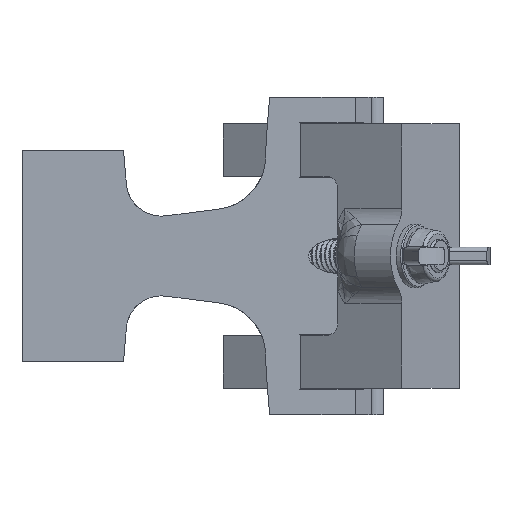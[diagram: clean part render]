
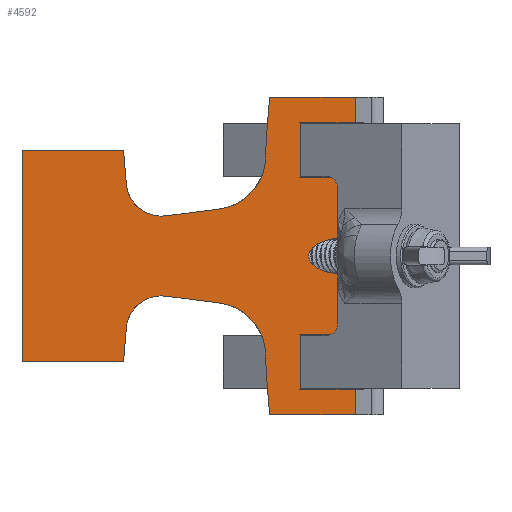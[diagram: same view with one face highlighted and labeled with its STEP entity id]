
A CAD part, front view. The second image highlights one B-rep face of the part: STEP entity #4592.
In plain terms, the highlighted planar face has unit normal (0, -1, 0).
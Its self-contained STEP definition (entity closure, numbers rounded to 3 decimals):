
#479=ELLIPSE('',#4917,7.973,4.225);
#480=ELLIPSE('',#4919,7.973,4.225);
#526=CIRCLE('',#4944,150.);
#527=CIRCLE('',#4946,12.5);
#528=CIRCLE('',#4948,8.333);
#529=CIRCLE('',#4949,150.);
#530=CIRCLE('',#4950,150.);
#531=CIRCLE('',#4951,8.333);
#532=CIRCLE('',#4952,12.5);
#533=CIRCLE('',#4953,150.);
#679=FACE_OUTER_BOUND('',#946,.T.);
#946=EDGE_LOOP('',(#3196,#3197,#3198,#3199,#3200,#3201,#3202,#3203,#3204,
#3205,#3206,#3207,#3208,#3209,#3210,#3211,#3212,#3213,#3214,#3215,#3216,
#3217,#3218,#3219,#3220,#3221,#3222,#3223,#3224,#3225,#3226));
#1224=LINE('',#6566,#1548);
#1228=LINE('',#6574,#1552);
#1232=LINE('',#6582,#1556);
#1236=LINE('',#6589,#1560);
#1242=LINE('',#6623,#1566);
#1246=LINE('',#6631,#1570);
#1248=LINE('',#6635,#1572);
#1253=LINE('',#6643,#1577);
#1254=LINE('',#6649,#1578);
#1260=LINE('',#6682,#1584);
#1263=LINE('',#6688,#1587);
#1269=LINE('',#6703,#1593);
#1270=LINE('',#6705,#1594);
#1271=LINE('',#6711,#1595);
#1272=LINE('',#6713,#1596);
#1273=LINE('',#6715,#1597);
#1274=LINE('',#6717,#1598);
#1275=LINE('',#6719,#1599);
#1276=LINE('',#6725,#1600);
#1277=LINE('',#6731,#1601);
#1278=LINE('',#6732,#1602);
#1548=VECTOR('',#5394,10.);
#1552=VECTOR('',#5398,10.);
#1556=VECTOR('',#5402,10.);
#1560=VECTOR('',#5406,10.);
#1566=VECTOR('',#5424,10.);
#1570=VECTOR('',#5430,10.);
#1572=VECTOR('',#5434,10.);
#1577=VECTOR('',#5441,10.);
#1578=VECTOR('',#5448,10.);
#1584=VECTOR('',#5472,10.);
#1587=VECTOR('',#5477,10.);
#1593=VECTOR('',#5493,10.);
#1594=VECTOR('',#5494,10.);
#1595=VECTOR('',#5499,10.);
#1596=VECTOR('',#5500,10.);
#1597=VECTOR('',#5501,10.);
#1598=VECTOR('',#5502,10.);
#1599=VECTOR('',#5503,10.);
#1600=VECTOR('',#5508,10.);
#1601=VECTOR('',#5513,10.);
#1602=VECTOR('',#5514,10.);
#1872=VERTEX_POINT('',#6557);
#1873=VERTEX_POINT('',#6558);
#1874=VERTEX_POINT('',#6560);
#1875=VERTEX_POINT('',#6565);
#1878=VERTEX_POINT('',#6571);
#1879=VERTEX_POINT('',#6573);
#1882=VERTEX_POINT('',#6579);
#1883=VERTEX_POINT('',#6581);
#1886=VERTEX_POINT('',#6587);
#1896=VERTEX_POINT('',#6621);
#1899=VERTEX_POINT('',#6630);
#1900=VERTEX_POINT('',#6634);
#1904=VERTEX_POINT('',#6648);
#1915=VERTEX_POINT('',#6685);
#1916=VERTEX_POINT('',#6687);
#1919=VERTEX_POINT('',#6695);
#1920=VERTEX_POINT('',#6699);
#1921=VERTEX_POINT('',#6704);
#1922=VERTEX_POINT('',#6706);
#1923=VERTEX_POINT('',#6708);
#1924=VERTEX_POINT('',#6710);
#1925=VERTEX_POINT('',#6712);
#1926=VERTEX_POINT('',#6714);
#1927=VERTEX_POINT('',#6716);
#1928=VERTEX_POINT('',#6718);
#1929=VERTEX_POINT('',#6720);
#1930=VERTEX_POINT('',#6722);
#1931=VERTEX_POINT('',#6724);
#1932=VERTEX_POINT('',#6726);
#1933=VERTEX_POINT('',#6728);
#1934=VERTEX_POINT('',#6730);
#2346=EDGE_CURVE('',#1872,#1873,#479,.T.);
#2348=EDGE_CURVE('',#1873,#1874,#480,.T.);
#2350=EDGE_CURVE('',#1875,#1872,#1224,.T.);
#2354=EDGE_CURVE('',#1879,#1878,#1228,.T.);
#2358=EDGE_CURVE('',#1883,#1882,#1232,.T.);
#2362=EDGE_CURVE('',#1874,#1886,#1236,.T.);
#2374=EDGE_CURVE('',#1886,#1896,#1242,.T.);
#2378=EDGE_CURVE('',#1899,#1883,#1246,.F.);
#2380=EDGE_CURVE('',#1900,#1875,#1248,.T.);
#2385=EDGE_CURVE('',#1896,#1899,#1253,.T.);
#2388=EDGE_CURVE('',#1904,#1900,#1254,.T.);
#2402=EDGE_CURVE('',#1878,#1904,#1260,.F.);
#2405=EDGE_CURVE('',#1915,#1916,#1263,.T.);
#2410=EDGE_CURVE('',#1919,#1915,#526,.T.);
#2412=EDGE_CURVE('',#1920,#1919,#527,.T.);
#2413=EDGE_CURVE('',#1882,#1916,#1269,.T.);
#2414=EDGE_CURVE('',#1920,#1921,#1270,.T.);
#2415=EDGE_CURVE('',#1922,#1921,#528,.T.);
#2416=EDGE_CURVE('',#1923,#1922,#529,.T.);
#2417=EDGE_CURVE('',#1924,#1923,#1271,.T.);
#2418=EDGE_CURVE('',#1925,#1924,#1272,.T.);
#2419=EDGE_CURVE('',#1925,#1926,#1273,.T.);
#2420=EDGE_CURVE('',#1927,#1926,#1274,.T.);
#2421=EDGE_CURVE('',#1928,#1927,#1275,.T.);
#2422=EDGE_CURVE('',#1929,#1928,#530,.T.);
#2423=EDGE_CURVE('',#1930,#1929,#531,.T.);
#2424=EDGE_CURVE('',#1931,#1930,#1276,.T.);
#2425=EDGE_CURVE('',#1931,#1932,#532,.F.);
#2426=EDGE_CURVE('',#1933,#1932,#533,.T.);
#2427=EDGE_CURVE('',#1934,#1933,#1277,.T.);
#2428=EDGE_CURVE('',#1934,#1879,#1278,.T.);
#3196=ORIENTED_EDGE('',*,*,#2346,.T.);
#3197=ORIENTED_EDGE('',*,*,#2348,.T.);
#3198=ORIENTED_EDGE('',*,*,#2362,.T.);
#3199=ORIENTED_EDGE('',*,*,#2374,.T.);
#3200=ORIENTED_EDGE('',*,*,#2385,.T.);
#3201=ORIENTED_EDGE('',*,*,#2378,.T.);
#3202=ORIENTED_EDGE('',*,*,#2358,.T.);
#3203=ORIENTED_EDGE('',*,*,#2413,.T.);
#3204=ORIENTED_EDGE('',*,*,#2405,.F.);
#3205=ORIENTED_EDGE('',*,*,#2410,.F.);
#3206=ORIENTED_EDGE('',*,*,#2412,.F.);
#3207=ORIENTED_EDGE('',*,*,#2414,.T.);
#3208=ORIENTED_EDGE('',*,*,#2415,.F.);
#3209=ORIENTED_EDGE('',*,*,#2416,.F.);
#3210=ORIENTED_EDGE('',*,*,#2417,.F.);
#3211=ORIENTED_EDGE('',*,*,#2418,.F.);
#3212=ORIENTED_EDGE('',*,*,#2419,.T.);
#3213=ORIENTED_EDGE('',*,*,#2420,.F.);
#3214=ORIENTED_EDGE('',*,*,#2421,.F.);
#3215=ORIENTED_EDGE('',*,*,#2422,.F.);
#3216=ORIENTED_EDGE('',*,*,#2423,.F.);
#3217=ORIENTED_EDGE('',*,*,#2424,.F.);
#3218=ORIENTED_EDGE('',*,*,#2425,.T.);
#3219=ORIENTED_EDGE('',*,*,#2426,.F.);
#3220=ORIENTED_EDGE('',*,*,#2427,.F.);
#3221=ORIENTED_EDGE('',*,*,#2428,.T.);
#3222=ORIENTED_EDGE('',*,*,#2354,.T.);
#3223=ORIENTED_EDGE('',*,*,#2402,.T.);
#3224=ORIENTED_EDGE('',*,*,#2388,.T.);
#3225=ORIENTED_EDGE('',*,*,#2380,.T.);
#3226=ORIENTED_EDGE('',*,*,#2350,.T.);
#4511=PLANE('',#4947);
#4592=ADVANCED_FACE('',(#679),#4511,.T.);
#4917=AXIS2_PLACEMENT_3D('',#6559,#5385,#5386);
#4919=AXIS2_PLACEMENT_3D('',#6562,#5389,#5390);
#4944=AXIS2_PLACEMENT_3D('',#6697,#5484,#5485);
#4946=AXIS2_PLACEMENT_3D('',#6701,#5489,#5490);
#4947=AXIS2_PLACEMENT_3D('',#6702,#5491,#5492);
#4948=AXIS2_PLACEMENT_3D('',#6707,#5495,#5496);
#4949=AXIS2_PLACEMENT_3D('',#6709,#5497,#5498);
#4950=AXIS2_PLACEMENT_3D('',#6721,#5504,#5505);
#4951=AXIS2_PLACEMENT_3D('',#6723,#5506,#5507);
#4952=AXIS2_PLACEMENT_3D('',#6727,#5509,#5510);
#4953=AXIS2_PLACEMENT_3D('',#6729,#5511,#5512);
#5385=DIRECTION('center_axis',(0.,1.,0.));
#5386=DIRECTION('ref_axis',(-1.,0.,0.));
#5389=DIRECTION('center_axis',(0.,1.,0.));
#5390=DIRECTION('ref_axis',(-1.,0.,0.));
#5394=DIRECTION('',(0.,0.,1.));
#5398=DIRECTION('',(0.,0.,1.));
#5402=DIRECTION('',(0.,0.,1.));
#5406=DIRECTION('',(0.,0.,1.));
#5424=DIRECTION('',(-1.,0.,0.));
#5430=DIRECTION('',(-1.,0.,0.));
#5434=DIRECTION('',(1.,0.,0.));
#5441=DIRECTION('',(0.,0.,1.));
#5448=DIRECTION('',(0.,0.,1.));
#5472=DIRECTION('',(1.,0.,0.));
#5477=DIRECTION('',(0.08,0.,0.997));
#5484=DIRECTION('center_axis',(0.,1.,0.));
#5485=DIRECTION('ref_axis',(-0.999,0.,0.04));
#5489=DIRECTION('center_axis',(0.,-1.,0.));
#5490=DIRECTION('ref_axis',(-0.127,0.,0.992));
#5491=DIRECTION('center_axis',(0.,-1.,0.));
#5492=DIRECTION('ref_axis',(0.,0.,-1.));
#5493=DIRECTION('',(-1.,0.,0.));
#5494=DIRECTION('',(-0.992,0.,-0.127));
#5495=DIRECTION('center_axis',(0.,-1.,0.));
#5496=DIRECTION('ref_axis',(-0.634,0.,-0.774));
#5497=DIRECTION('center_axis',(0.,1.,0.));
#5498=DIRECTION('ref_axis',(0.999,0.,0.04));
#5499=DIRECTION('',(0.08,0.,-0.997));
#5500=DIRECTION('',(1.,0.,0.));
#5501=DIRECTION('',(0.,0.,-1.));
#5502=DIRECTION('',(-1.,0.,0.));
#5503=DIRECTION('',(-0.08,0.,-0.997));
#5504=DIRECTION('center_axis',(0.,1.,0.));
#5505=DIRECTION('ref_axis',(0.999,0.,-0.04));
#5506=DIRECTION('center_axis',(0.,-1.,0.));
#5507=DIRECTION('ref_axis',(-0.634,0.,0.774));
#5508=DIRECTION('',(-0.992,0.,0.127));
#5509=DIRECTION('center_axis',(0.,-1.,0.));
#5510=DIRECTION('ref_axis',(-0.127,0.,-0.992));
#5511=DIRECTION('center_axis',(0.,1.,0.));
#5512=DIRECTION('ref_axis',(-0.999,0.,-0.04));
#5513=DIRECTION('',(-0.08,0.,0.997));
#5514=DIRECTION('',(1.,0.,0.));
#6557=CARTESIAN_POINT('',(-3.749,-4.,33.598));
#6558=CARTESIAN_POINT('',(-6.808,-4.,41.725));
#6559=CARTESIAN_POINT('Origin',(-6.808,-4.,37.5));
#6560=CARTESIAN_POINT('',(-3.749,-4.,41.402));
#6562=CARTESIAN_POINT('Origin',(-6.808,-4.,37.5));
#6565=CARTESIAN_POINT('',(-3.749,-4.,19.));
#6566=CARTESIAN_POINT('',(-3.749,-4.,0.));
#6571=CARTESIAN_POINT('',(-3.749,-4.,6.));
#6573=CARTESIAN_POINT('',(-3.749,-4.,0.));
#6574=CARTESIAN_POINT('',(-3.749,-4.,0.));
#6579=CARTESIAN_POINT('',(-3.749,-4.,75.));
#6581=CARTESIAN_POINT('',(-3.749,-4.,69.));
#6582=CARTESIAN_POINT('',(-3.749,-4.,0.));
#6587=CARTESIAN_POINT('',(-3.749,-4.,56.));
#6589=CARTESIAN_POINT('',(-3.749,-4.,0.));
#6621=CARTESIAN_POINT('',(-16.715,-4.,56.));
#6623=CARTESIAN_POINT('',(-16.035,-4.,56.));
#6630=CARTESIAN_POINT('',(-16.715,-4.,69.));
#6631=CARTESIAN_POINT('',(-16.035,-4.,69.));
#6634=CARTESIAN_POINT('',(-16.715,-4.,19.));
#6635=CARTESIAN_POINT('',(-16.035,-4.,19.));
#6643=CARTESIAN_POINT('',(-16.715,-4.,3.125));
#6648=CARTESIAN_POINT('',(-16.715,-4.,6.));
#6649=CARTESIAN_POINT('',(-16.715,-4.,3.125));
#6682=CARTESIAN_POINT('',(-16.035,-4.,6.));
#6685=CARTESIAN_POINT('',(-24.522,-4.,68.471));
#6687=CARTESIAN_POINT('',(-24.,-4.,75.));
#6688=CARTESIAN_POINT('',(-27.234,-4.,34.574));
#6695=CARTESIAN_POINT('',(-24.943,-4.,60.662));
#6697=CARTESIAN_POINT('Origin',(125.,-4.,56.51));
#6699=CARTESIAN_POINT('',(-35.848,-4.,48.609));
#6701=CARTESIAN_POINT('Origin',(-37.438,-4.,61.008));
#6702=CARTESIAN_POINT('Origin',(-25.,-4.,0.));
#6703=CARTESIAN_POINT('',(-25.,-4.,75.));
#6704=CARTESIAN_POINT('',(-48.507,-4.,46.986));
#6705=CARTESIAN_POINT('',(-25.,-4.,50.));
#6706=CARTESIAN_POINT('',(-57.879,-4.,54.66));
#6707=CARTESIAN_POINT('Origin',(-49.566,-4.,55.252));
#6708=CARTESIAN_POINT('',(-57.978,-4.,55.971));
#6709=CARTESIAN_POINT('Origin',(-207.5,-4.,44.01));
#6710=CARTESIAN_POINT('',(-58.5,-4.,62.5));
#6711=CARTESIAN_POINT('',(-55.659,-4.,26.992));
#6712=CARTESIAN_POINT('',(-82.5,-4.,62.5));
#6713=CARTESIAN_POINT('',(-70.,-4.,62.5));
#6714=CARTESIAN_POINT('',(-82.5,-4.,12.5));
#6715=CARTESIAN_POINT('',(-82.5,-4.,37.5));
#6716=CARTESIAN_POINT('',(-58.5,-4.,12.5));
#6717=CARTESIAN_POINT('',(-70.,-4.,12.5));
#6718=CARTESIAN_POINT('',(-57.978,-4.,19.029));
#6719=CARTESIAN_POINT('',(-58.64,-4.,10.746));
#6720=CARTESIAN_POINT('',(-57.879,-4.,20.34));
#6721=CARTESIAN_POINT('Origin',(-207.5,-4.,30.99));
#6722=CARTESIAN_POINT('',(-48.507,-4.,28.014));
#6723=CARTESIAN_POINT('Origin',(-49.566,-4.,19.748));
#6724=CARTESIAN_POINT('',(-35.848,-4.,26.391));
#6725=CARTESIAN_POINT('',(-25.,-4.,25.));
#6726=CARTESIAN_POINT('',(-24.943,-4.,14.338));
#6727=CARTESIAN_POINT('Origin',(-37.438,-4.,13.992));
#6728=CARTESIAN_POINT('',(-24.522,-4.,6.529));
#6729=CARTESIAN_POINT('Origin',(125.,-4.,18.49));
#6730=CARTESIAN_POINT('',(-24.,-4.,0.));
#6731=CARTESIAN_POINT('',(-24.253,-4.,3.165));
#6732=CARTESIAN_POINT('',(-25.,-4.,0.));
